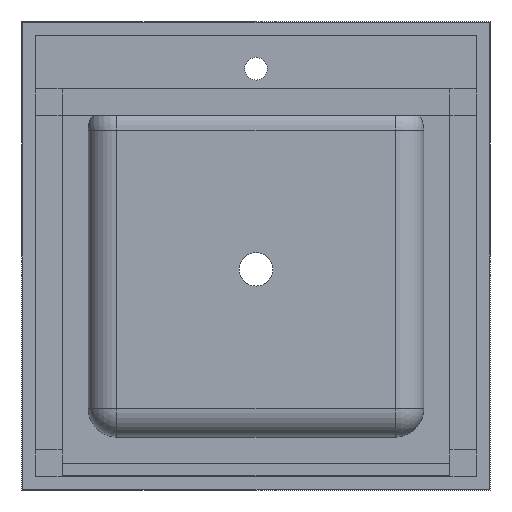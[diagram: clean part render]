
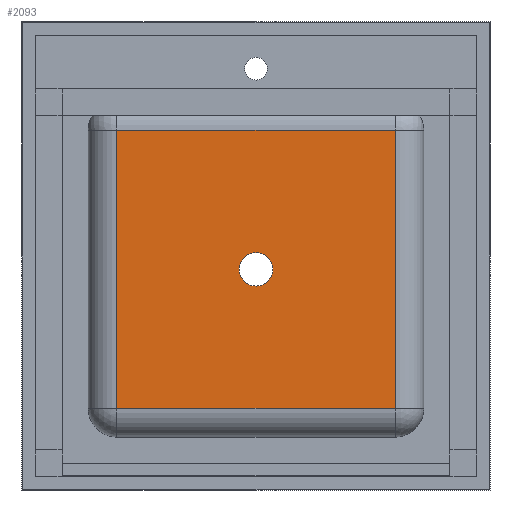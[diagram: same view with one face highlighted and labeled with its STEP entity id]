
A CAD part, front view. The second image highlights one B-rep face of the part: STEP entity #2093.
In plain terms, the highlighted planar face has unit normal (0, -1, 0).
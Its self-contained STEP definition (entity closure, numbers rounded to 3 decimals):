
#98 = VERTEX_POINT ( 'NONE', #415 ) ;
#123 = DIRECTION ( 'NONE',  ( 0., 0., -1. ) ) ;
#164 = CARTESIAN_POINT ( 'NONE',  ( 208., -250., 188. ) ) ;
#415 = CARTESIAN_POINT ( 'NONE',  ( -208., -250., -228. ) ) ;
#494 = VERTEX_POINT ( 'NONE', #2791 ) ;
#535 = CARTESIAN_POINT ( 'NONE',  ( 0., -250., 5. ) ) ;
#565 = ORIENTED_EDGE ( 'NONE', *, *, #2176, .T. ) ;
#588 = VERTEX_POINT ( 'NONE', #3045 ) ;
#631 = EDGE_LOOP ( 'NONE', ( #2463, #565, #1938, #671 ) ) ;
#632 = LINE ( 'NONE', #1426, #2844 ) ;
#671 = ORIENTED_EDGE ( 'NONE', *, *, #2813, .T. ) ;
#854 = DIRECTION ( 'NONE',  ( 1., 0., 0. ) ) ;
#866 = DIRECTION ( 'NONE',  ( 0., 0., 1. ) ) ;
#922 = CARTESIAN_POINT ( 'NONE',  ( 0., -250., -20. ) ) ;
#986 = VECTOR ( 'NONE', #2940, 1000. ) ;
#1140 = AXIS2_PLACEMENT_3D ( 'NONE', #2987, #1717, #2966 ) ;
#1260 = CIRCLE ( 'NONE', #1140, 25. ) ;
#1268 = FACE_BOUND ( 'NONE', #3186, .T. ) ;
#1304 = CARTESIAN_POINT ( 'NONE',  ( -208., -250., 188. ) ) ;
#1338 = EDGE_CURVE ( 'NONE', #494, #98, #632, .T. ) ;
#1426 = CARTESIAN_POINT ( 'NONE',  ( -208., -250., -228. ) ) ;
#1443 = LINE ( 'NONE', #164, #986 ) ;
#1470 = VECTOR ( 'NONE', #3078, 1000. ) ;
#1515 = CARTESIAN_POINT ( 'NONE',  ( 0., -250., -45. ) ) ;
#1602 = CARTESIAN_POINT ( 'NONE',  ( 208., -250., -228. ) ) ;
#1691 = DIRECTION ( 'NONE',  ( 0., -1., 0. ) ) ;
#1707 = LINE ( 'NONE', #1304, #1470 ) ;
#1717 = DIRECTION ( 'NONE',  ( 0., -1., 0. ) ) ;
#1730 = VERTEX_POINT ( 'NONE', #2862 ) ;
#1938 = ORIENTED_EDGE ( 'NONE', *, *, #2288, .T. ) ;
#2053 = FACE_OUTER_BOUND ( 'NONE', #631, .T. ) ;
#2093 = ADVANCED_FACE ( 'NONE', ( #1268, #2053 ), #2242, .F. ) ;
#2176 = EDGE_CURVE ( 'NONE', #98, #588, #3115, .T. ) ;
#2189 = VERTEX_POINT ( 'NONE', #535 ) ;
#2242 = PLANE ( 'NONE',  #2957 ) ;
#2247 = ORIENTED_EDGE ( 'NONE', *, *, #3141, .F. ) ;
#2288 = EDGE_CURVE ( 'NONE', #588, #1730, #1443, .T. ) ;
#2290 = CARTESIAN_POINT ( 'NONE',  ( 208., -250., -228. ) ) ;
#2324 = EDGE_CURVE ( 'NONE', #3313, #2189, #3035, .T. ) ;
#2463 = ORIENTED_EDGE ( 'NONE', *, *, #1338, .T. ) ;
#2594 = AXIS2_PLACEMENT_3D ( 'NONE', #922, #1691, #866 ) ;
#2791 = CARTESIAN_POINT ( 'NONE',  ( -208., -250., 188. ) ) ;
#2813 = EDGE_CURVE ( 'NONE', #1730, #494, #1707, .T. ) ;
#2844 = VECTOR ( 'NONE', #123, 1000. ) ;
#2862 = CARTESIAN_POINT ( 'NONE',  ( 208., -250., 188. ) ) ;
#2940 = DIRECTION ( 'NONE',  ( 0., 0., 1. ) ) ;
#2957 = AXIS2_PLACEMENT_3D ( 'NONE', #2290, #3337, #3084 ) ;
#2966 = DIRECTION ( 'NONE',  ( 0., 0., 1. ) ) ;
#2987 = CARTESIAN_POINT ( 'NONE',  ( 0., -250., -20. ) ) ;
#3035 = CIRCLE ( 'NONE', #2594, 25. ) ;
#3045 = CARTESIAN_POINT ( 'NONE',  ( 208., -250., -228. ) ) ;
#3078 = DIRECTION ( 'NONE',  ( -1., 0., 0. ) ) ;
#3084 = DIRECTION ( 'NONE',  ( 0., 0., 1. ) ) ;
#3115 = LINE ( 'NONE', #1602, #3336 ) ;
#3141 = EDGE_CURVE ( 'NONE', #2189, #3313, #1260, .T. ) ;
#3186 = EDGE_LOOP ( 'NONE', ( #2247, #3204 ) ) ;
#3204 = ORIENTED_EDGE ( 'NONE', *, *, #2324, .F. ) ;
#3313 = VERTEX_POINT ( 'NONE', #1515 ) ;
#3336 = VECTOR ( 'NONE', #854, 1000. ) ;
#3337 = DIRECTION ( 'NONE',  ( 0., 1., 0. ) ) ;
